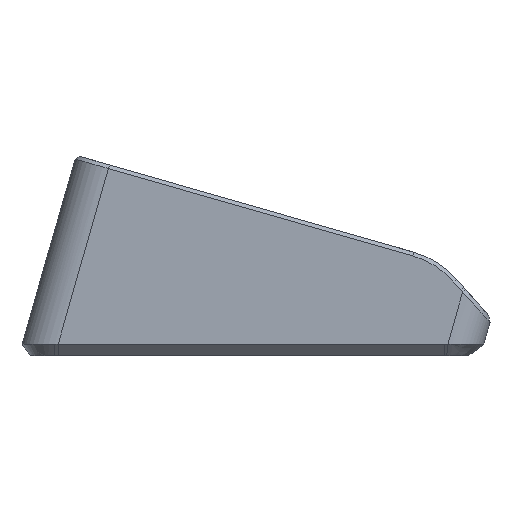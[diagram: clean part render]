
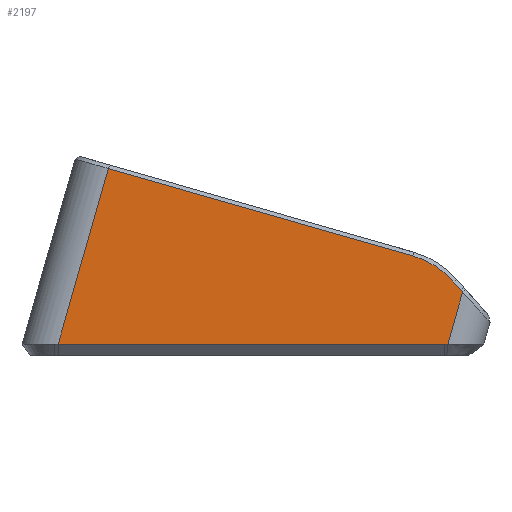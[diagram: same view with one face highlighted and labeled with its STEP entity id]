
A CAD part, left-side view. The second image highlights one B-rep face of the part: STEP entity #2197.
In plain terms, the highlighted planar face has unit normal (-1, 0, 0).
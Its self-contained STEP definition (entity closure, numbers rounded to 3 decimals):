
#43=B_SPLINE_CURVE_WITH_KNOTS('',3,(#3452,#3453,#3454,#3455),
 .UNSPECIFIED.,.F.,.F.,(4,4),(1.479,1.571),
 .UNSPECIFIED.);
#51=B_SPLINE_CURVE_WITH_KNOTS('',3,(#3884,#3885,#3886,#3887),
 .UNSPECIFIED.,.F.,.F.,(4,4),(-1.571,-1.511),
 .UNSPECIFIED.);
#144=PLANE('',#2398);
#271=FACE_OUTER_BOUND('',#405,.T.);
#405=EDGE_LOOP('',(#2030,#2031,#2032,#2033,#2034,#2035,#2036,#2037));
#494=LINE('',#3431,#710);
#503=LINE('',#3508,#719);
#586=LINE('',#3736,#802);
#590=LINE('',#3748,#806);
#609=LINE('',#3919,#825);
#710=VECTOR('',#2615,10.);
#719=VECTOR('',#2640,10.);
#802=VECTOR('',#2891,10.);
#806=VECTOR('',#2903,10.);
#825=VECTOR('',#2948,10.);
#907=CIRCLE('',#2369,22.5);
#1006=VERTEX_POINT('',#3384);
#1008=VERTEX_POINT('',#3424);
#1011=VERTEX_POINT('',#3429);
#1023=VERTEX_POINT('',#3507);
#1084=VERTEX_POINT('',#3733);
#1085=VERTEX_POINT('',#3738);
#1087=VERTEX_POINT('',#3744);
#1095=VERTEX_POINT('',#3800);
#1234=EDGE_CURVE('',#1011,#1008,#494,.T.);
#1236=EDGE_CURVE('',#1006,#1011,#43,.T.);
#1252=EDGE_CURVE('',#1023,#1008,#503,.T.);
#1366=EDGE_CURVE('',#1023,#1084,#586,.T.);
#1369=EDGE_CURVE('',#1084,#1085,#907,.T.);
#1372=EDGE_CURVE('',#1085,#1087,#590,.T.);
#1395=EDGE_CURVE('',#1087,#1095,#51,.T.);
#1401=EDGE_CURVE('',#1095,#1006,#609,.T.);
#2030=ORIENTED_EDGE('',*,*,#1236,.F.);
#2031=ORIENTED_EDGE('',*,*,#1401,.F.);
#2032=ORIENTED_EDGE('',*,*,#1395,.F.);
#2033=ORIENTED_EDGE('',*,*,#1372,.F.);
#2034=ORIENTED_EDGE('',*,*,#1369,.F.);
#2035=ORIENTED_EDGE('',*,*,#1366,.F.);
#2036=ORIENTED_EDGE('',*,*,#1252,.T.);
#2037=ORIENTED_EDGE('',*,*,#1234,.F.);
#2197=ADVANCED_FACE('',(#271),#144,.T.);
#2369=AXIS2_PLACEMENT_3D('',#3742,#2897,#2898);
#2398=AXIS2_PLACEMENT_3D('',#3946,#2989,#2990);
#2615=DIRECTION('',(0.,1.,0.));
#2640=DIRECTION('',(0.,0.276,-0.961));
#2891=DIRECTION('',(0.,-0.961,-0.276));
#2897=DIRECTION('center_axis',(1.,0.,0.));
#2898=DIRECTION('ref_axis',(0.,-0.536,0.844));
#2903=DIRECTION('',(0.,-0.659,-0.752));
#2948=DIRECTION('',(0.,0.276,-0.961));
#2989=DIRECTION('center_axis',(-1.,0.,0.));
#2990=DIRECTION('ref_axis',(0.,-0.961,-0.276));
#3384=CARTESIAN_POINT('',(-7.5,-98.53,3.116));
#3424=CARTESIAN_POINT('',(-7.5,2.753,3.116));
#3429=CARTESIAN_POINT('',(-7.5,-97.67,3.116));
#3431=CARTESIAN_POINT('',(-7.5,-21.585,3.116));
#3452=CARTESIAN_POINT('Ctrl Pts',(-7.5,-98.53,3.116));
#3453=CARTESIAN_POINT('Ctrl Pts',(-7.5,-98.242,3.116));
#3454=CARTESIAN_POINT('Ctrl Pts',(-7.5,-97.956,3.116));
#3455=CARTESIAN_POINT('Ctrl Pts',(-7.5,-97.67,3.116));
#3507=CARTESIAN_POINT('',(-7.5,-10.323,48.716));
#3508=CARTESIAN_POINT('',(-7.5,-4.793,29.433));
#3733=CARTESIAN_POINT('',(-7.5,-89.418,26.036));
#3736=CARTESIAN_POINT('',(-7.5,-25.27,44.43));
#3738=CARTESIAN_POINT('',(-7.5,-100.146,19.227));
#3742=CARTESIAN_POINT('Origin',(-7.5,-83.216,4.407));
#3744=CARTESIAN_POINT('',(-7.5,-101.984,17.127));
#3748=CARTESIAN_POINT('',(-7.5,-72.165,51.193));
#3800=CARTESIAN_POINT('',(-7.5,-102.409,16.642));
#3884=CARTESIAN_POINT('Ctrl Pts',(-7.5,-101.984,17.127));
#3885=CARTESIAN_POINT('Ctrl Pts',(-7.5,-102.126,16.965));
#3886=CARTESIAN_POINT('Ctrl Pts',(-7.5,-102.267,16.804));
#3887=CARTESIAN_POINT('Ctrl Pts',(-7.5,-102.409,16.642));
#3919=CARTESIAN_POINT('',(-7.5,-98.382,2.597));
#3946=CARTESIAN_POINT('Origin',(-7.5,3.858,31.914));
